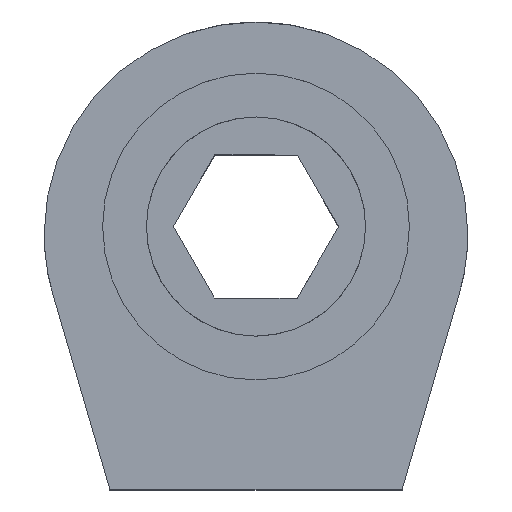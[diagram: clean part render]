
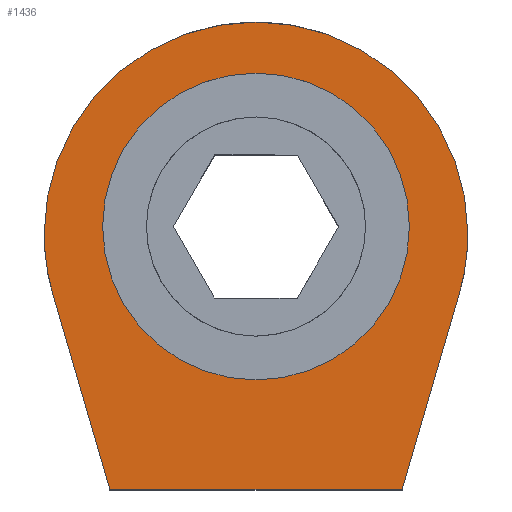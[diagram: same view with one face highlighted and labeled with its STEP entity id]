
A CAD part, top view. The second image highlights one B-rep face of the part: STEP entity #1436.
In plain terms, the highlighted planar face has unit normal (0, 0, 1).
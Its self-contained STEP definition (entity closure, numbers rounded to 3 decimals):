
#22 = ORIENTED_EDGE ( 'NONE', *, *, #1032, .T. ) ;
#82 = LINE ( 'NONE', #766, #1598 ) ;
#99 = DIRECTION ( 'NONE',  ( 0., 0., 1. ) ) ;
#116 = DIRECTION ( 'NONE',  ( -1., 0., 0. ) ) ;
#125 = CARTESIAN_POINT ( 'NONE',  ( 0., 36., 20. ) ) ;
#129 = CARTESIAN_POINT ( 'NONE',  ( 0., 0., 20. ) ) ;
#194 = VERTEX_POINT ( 'NONE', #1702 ) ;
#214 = AXIS2_PLACEMENT_3D ( 'NONE', #415, #1920, #1266 ) ;
#229 = VECTOR ( 'NONE', #854, 1000. ) ;
#252 = DIRECTION ( 'NONE',  ( 1., 0., 0. ) ) ;
#313 = AXIS2_PLACEMENT_3D ( 'NONE', #1222, #1083, #760 ) ;
#362 = EDGE_CURVE ( 'NONE', #893, #1885, #1744, .T. ) ;
#387 = FACE_OUTER_BOUND ( 'NONE', #1334, .T. ) ;
#399 = PLANE ( 'NONE',  #214 ) ;
#415 = CARTESIAN_POINT ( 'NONE',  ( 0., 0., 20. ) ) ;
#523 = AXIS2_PLACEMENT_3D ( 'NONE', #125, #99, #2180 ) ;
#549 = EDGE_CURVE ( 'NONE', #1921, #1646, #1892, .T. ) ;
#590 = CARTESIAN_POINT ( 'NONE',  ( 0., 35., 20. ) ) ;
#601 = DIRECTION ( 'NONE',  ( -0.28, 0.96, 0. ) ) ;
#608 = CARTESIAN_POINT ( 'NONE',  ( 27.84, 26.88, 20. ) ) ;
#614 = ORIENTED_EDGE ( 'NONE', *, *, #928, .F. ) ;
#654 = CIRCLE ( 'NONE', #1880, 29. ) ;
#680 = EDGE_CURVE ( 'NONE', #1711, #1921, #1871, .T. ) ;
#748 = ORIENTED_EDGE ( 'NONE', *, *, #549, .T. ) ;
#760 = DIRECTION ( 'NONE',  ( 1., 0., 0. ) ) ;
#766 = CARTESIAN_POINT ( 'NONE',  ( -18.432, -5.376, 20. ) ) ;
#770 = EDGE_LOOP ( 'NONE', ( #1802, #1770 ) ) ;
#796 = ORIENTED_EDGE ( 'NONE', *, *, #680, .T. ) ;
#854 = DIRECTION ( 'NONE',  ( 0.28, 0.96, 0. ) ) ;
#887 = CARTESIAN_POINT ( 'NONE',  ( 18.432, -5.376, 20. ) ) ;
#893 = VERTEX_POINT ( 'NONE', #1249 ) ;
#928 = EDGE_CURVE ( 'NONE', #194, #1741, #82, .T. ) ;
#944 = CARTESIAN_POINT ( 'NONE',  ( -21., 36., 20. ) ) ;
#989 = EDGE_CURVE ( 'NONE', #1711, #194, #1344, .T. ) ;
#1032 = EDGE_CURVE ( 'NONE', #1356, #1741, #654, .T. ) ;
#1083 = DIRECTION ( 'NONE',  ( 0., 0., 1. ) ) ;
#1140 = DIRECTION ( 'NONE',  ( 0., 0., 1. ) ) ;
#1222 = CARTESIAN_POINT ( 'NONE',  ( 0., 35., 20. ) ) ;
#1248 = CARTESIAN_POINT ( 'NONE',  ( -27.84, 26.88, 20. ) ) ;
#1249 = CARTESIAN_POINT ( 'NONE',  ( 21., 36., 20. ) ) ;
#1254 = FACE_BOUND ( 'NONE', #770, .T. ) ;
#1266 = DIRECTION ( 'NONE',  ( 1., 0., 0. ) ) ;
#1270 = EDGE_CURVE ( 'NONE', #1885, #893, #1478, .T. ) ;
#1281 = ORIENTED_EDGE ( 'NONE', *, *, #1449, .T. ) ;
#1334 = EDGE_LOOP ( 'NONE', ( #796, #748, #1281, #22, #614, #2197 ) ) ;
#1344 = LINE ( 'NONE', #129, #1373 ) ;
#1356 = VERTEX_POINT ( 'NONE', #1667 ) ;
#1373 = VECTOR ( 'NONE', #116, 1000. ) ;
#1419 = CARTESIAN_POINT ( 'NONE',  ( 20., 0., 20. ) ) ;
#1436 = ADVANCED_FACE ( 'NONE', ( #1254, #387 ), #399, .T. ) ;
#1449 = EDGE_CURVE ( 'NONE', #1646, #1356, #1535, .T. ) ;
#1478 = CIRCLE ( 'NONE', #2051, 21. ) ;
#1535 = CIRCLE ( 'NONE', #313, 29. ) ;
#1598 = VECTOR ( 'NONE', #601, 1000. ) ;
#1616 = DIRECTION ( 'NONE',  ( 0., 0., 1. ) ) ;
#1646 = VERTEX_POINT ( 'NONE', #1926 ) ;
#1667 = CARTESIAN_POINT ( 'NONE',  ( -29., 35., 20. ) ) ;
#1702 = CARTESIAN_POINT ( 'NONE',  ( -20., 0., 20. ) ) ;
#1711 = VERTEX_POINT ( 'NONE', #1419 ) ;
#1741 = VERTEX_POINT ( 'NONE', #1248 ) ;
#1744 = CIRCLE ( 'NONE', #523, 21. ) ;
#1770 = ORIENTED_EDGE ( 'NONE', *, *, #362, .F. ) ;
#1800 = DIRECTION ( 'NONE',  ( 0., 0., 1. ) ) ;
#1802 = ORIENTED_EDGE ( 'NONE', *, *, #1270, .F. ) ;
#1819 = CARTESIAN_POINT ( 'NONE',  ( 0., 35., 20. ) ) ;
#1871 = LINE ( 'NONE', #887, #229 ) ;
#1880 = AXIS2_PLACEMENT_3D ( 'NONE', #1819, #1140, #2009 ) ;
#1885 = VERTEX_POINT ( 'NONE', #944 ) ;
#1892 = CIRCLE ( 'NONE', #2178, 29. ) ;
#1920 = DIRECTION ( 'NONE',  ( 0., 0., 1. ) ) ;
#1921 = VERTEX_POINT ( 'NONE', #608 ) ;
#1926 = CARTESIAN_POINT ( 'NONE',  ( 29., 35., 20. ) ) ;
#1936 = CARTESIAN_POINT ( 'NONE',  ( 0., 36., 20. ) ) ;
#1964 = DIRECTION ( 'NONE',  ( 1., 0., 0. ) ) ;
#2009 = DIRECTION ( 'NONE',  ( 1., 0., 0. ) ) ;
#2051 = AXIS2_PLACEMENT_3D ( 'NONE', #1936, #1616, #1964 ) ;
#2178 = AXIS2_PLACEMENT_3D ( 'NONE', #590, #1800, #252 ) ;
#2180 = DIRECTION ( 'NONE',  ( 1., 0., 0. ) ) ;
#2197 = ORIENTED_EDGE ( 'NONE', *, *, #989, .F. ) ;
